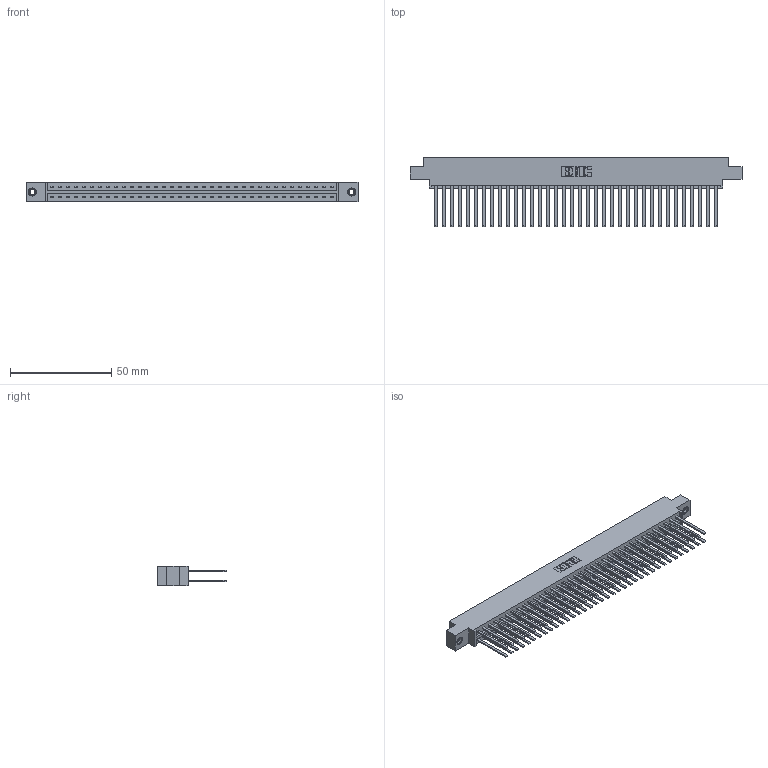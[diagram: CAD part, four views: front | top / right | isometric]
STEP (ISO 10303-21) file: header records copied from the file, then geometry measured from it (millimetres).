
FILE_DESCRIPTION (( 'STEP AP203' ), '1' );
FILE_NAME ('333-072-544-807.STEP', '2018-08-04T21:00:59', ( '' ), ( '' ), 'SwSTEP 2.0', 'SolidWorks 2016', '' );
FILE_SCHEMA (( 'CONFIG_CONTROL_DESIGN' ));
Length unit declared in the file: inch
Products named in the file (4): 333-072-544-807; 333 Part_Offset - .156 Dia - TI; 345-292-001_345-293-144; 345-250-001_345-250-005-103
Assembly tree (75 placements, depth 2):
  333-072-544-807
    333 Part_Offset - .156 Dia - TI
    345-292-001_345-293-144  x72
    345-250-001_345-250-005-103  x2
Bounding box: 164.19 x 34.3 x 9.4 mm (x, y, z)
Volume: 17474.3 mm3; surface area: 24099.2 mm2
Topology: 75 solids, 75 shells, 3490 faces, 10323 edges, 6778 vertices
Faces by surface type: plane 2410, cylinder 1064, cone 12, torus 4
Entity records: 25070 total; most frequent: CARTESIAN_POINT 4145, ORIENTED_EDGE 4074, DIRECTION 3579, EDGE_CURVE 2037, LINE 1893, VECTOR 1893, VERTEX_POINT 1352, AXIS2_PLACEMENT_3D 843
